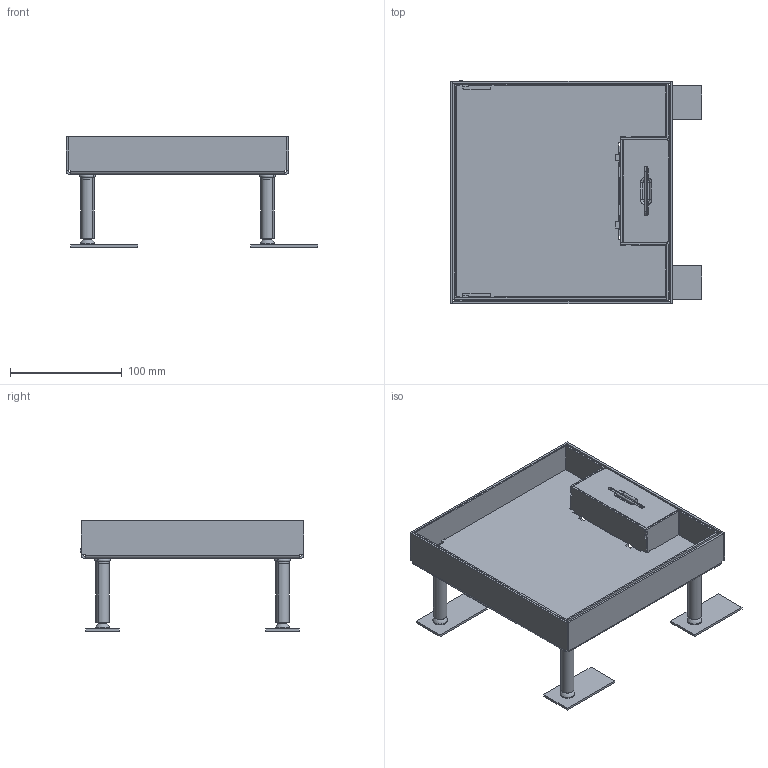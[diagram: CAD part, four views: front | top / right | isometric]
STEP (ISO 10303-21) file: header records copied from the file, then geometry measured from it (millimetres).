
FILE_DESCRIPTION (( 'STEP AP214' ), '1' );
FILE_NAME ('7409208_KSTP1.STEP', '2016-11-29T09:45:00', ( '' ), ( '' ), 'SwSTEP 2.0', 'SolidWorks 2014', '' );
FILE_SCHEMA (( 'AUTOMOTIVE_DESIGN' ));
Length unit declared in the file: millimetre
Products named in the file (15): 046279; 046259; 046239_25 mm Nutzh÷he; 058143_ H 25 mm Schnurauslass; 42389C_Blindniet gek³rzt (Einbausituation) bei 2mm Blech; 057800_f³r Nennh÷he 25 mm-Schnurauslass; 7409208_KSTP1; 054599_Standard mit Mutter; 041819_L= 70 mm; 041219; 046400_H=25 mm; 056779_Unterteil mit Sonderstempel; 038602; 046359; 036167
Assembly tree (20 placements, depth 4):
  7409208_KSTP1
    058143_ H 25 mm Schnurauslass
      057800_f³r Nennh÷he 25 mm-Schnurauslass
      42389C_Blindniet gek³rzt (Einbausituation) bei 2mm Blech  x4
    046400_H=25 mm
      046239_25 mm Nutzh÷he
      046259
      046359
        046279
        036167
      056779_Unterteil mit Sonderstempel
        038602
    054599_Standard mit Mutter  x4
      041219
      041819_L= 70 mm
Bounding box: 225 x 199.86 x 98.82 mm (x, y, z)
Volume: 313843.9 mm3; surface area: 321169 mm2
Topology: 18 solids, 18 shells, 590 faces, 1539 edges, 985 vertices
Faces by surface type: plane 327, cylinder 169, torus 46, cone 32, bspline 8, sphere 8
Entity records: 20252 total; most frequent: CARTESIAN_POINT 3524, ORIENTED_EDGE 2426, DIRECTION 2326, EDGE_CURVE 1213, LINE 916, VECTOR 916, VERTEX_POINT 783, AXIS2_PLACEMENT_3D 705
